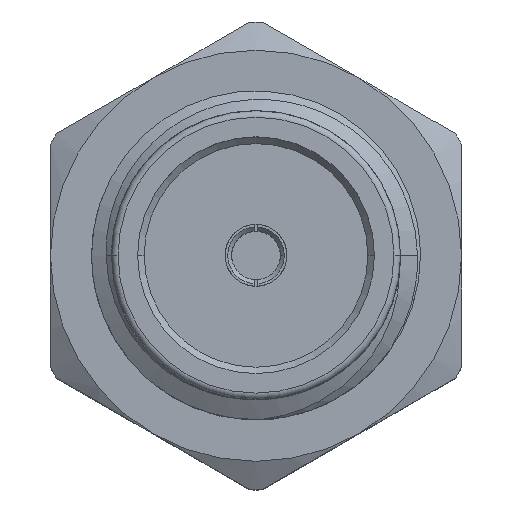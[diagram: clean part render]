
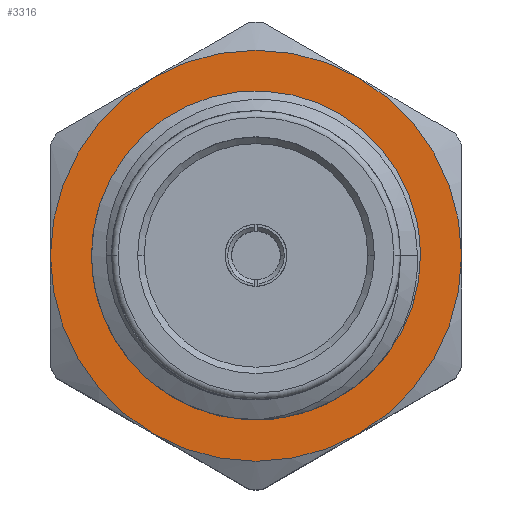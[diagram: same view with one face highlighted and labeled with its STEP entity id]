
A CAD part, top view. The second image highlights one B-rep face of the part: STEP entity #3316.
In plain terms, the highlighted planar face has unit normal (0, 0, 1).
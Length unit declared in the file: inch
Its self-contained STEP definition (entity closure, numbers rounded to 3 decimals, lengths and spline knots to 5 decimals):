
#12 = DIRECTION ( 'NONE',  ( 0., 0., 1. ) ) ;
#24 = DIRECTION ( 'NONE',  ( 0., 0., 1. ) ) ;
#38 = AXIS2_PLACEMENT_3D ( 'NONE', #1168, #2178, #3502 ) ;
#74 = VERTEX_POINT ( 'NONE', #2826 ) ;
#109 = EDGE_CURVE ( 'NONE', #4103, #417, #1337, .T. ) ;
#195 = CARTESIAN_POINT ( 'NONE',  ( 0., 0., -0.25 ) ) ;
#301 = ORIENTED_EDGE ( 'NONE', *, *, #2077, .T. ) ;
#340 = CARTESIAN_POINT ( 'NONE',  ( 0., 0., -0.25 ) ) ;
#357 = CARTESIAN_POINT ( 'NONE',  ( -0.10989, 0., -0.25 ) ) ;
#384 = CARTESIAN_POINT ( 'NONE',  ( 0.15625, 0., -0.25 ) ) ;
#417 = VERTEX_POINT ( 'NONE', #357 ) ;
#552 = CARTESIAN_POINT ( 'NONE',  ( -0.07813, 0.13532, -0.25 ) ) ;
#587 = AXIS2_PLACEMENT_3D ( 'NONE', #3400, #2718, #3417 ) ;
#601 = DIRECTION ( 'NONE',  ( 1., 0., 0. ) ) ;
#623 = CIRCLE ( 'NONE', #1509, 0.15625 ) ;
#742 = EDGE_CURVE ( 'NONE', #3433, #74, #4228, .T. ) ;
#793 = ORIENTED_EDGE ( 'NONE', *, *, #3230, .T. ) ;
#831 = VERTEX_POINT ( 'NONE', #3297 ) ;
#915 = CARTESIAN_POINT ( 'NONE',  ( -0.07813, -0.13532, -0.25 ) ) ;
#1000 = CIRCLE ( 'NONE', #3071, 0.15625 ) ;
#1054 = PLANE ( 'NONE',  #2646 ) ;
#1078 = FACE_BOUND ( 'NONE', #3393, .T. ) ;
#1102 = ORIENTED_EDGE ( 'NONE', *, *, #4034, .F. ) ;
#1136 = CARTESIAN_POINT ( 'NONE',  ( 0., 0., -0.25 ) ) ;
#1168 = CARTESIAN_POINT ( 'NONE',  ( 0., 0., -0.25 ) ) ;
#1196 = EDGE_LOOP ( 'NONE', ( #793, #301, #3900, #3643, #1824, #2090 ) ) ;
#1241 = VERTEX_POINT ( 'NONE', #915 ) ;
#1337 = CIRCLE ( 'NONE', #38, 0.10989 ) ;
#1380 = AXIS2_PLACEMENT_3D ( 'NONE', #4014, #1713, #4263 ) ;
#1415 = CIRCLE ( 'NONE', #587, 0.10989 ) ;
#1509 = AXIS2_PLACEMENT_3D ( 'NONE', #340, #2682, #1642 ) ;
#1642 = DIRECTION ( 'NONE',  ( 1., 0., 0. ) ) ;
#1650 = DIRECTION ( 'NONE',  ( 1., 0., 0. ) ) ;
#1706 = CARTESIAN_POINT ( 'NONE',  ( 0., 0., -0.25 ) ) ;
#1713 = DIRECTION ( 'NONE',  ( 0., 0., 1. ) ) ;
#1774 = AXIS2_PLACEMENT_3D ( 'NONE', #195, #4226, #601 ) ;
#1824 = ORIENTED_EDGE ( 'NONE', *, *, #3873, .T. ) ;
#1977 = CIRCLE ( 'NONE', #1774, 0.15625 ) ;
#2077 = EDGE_CURVE ( 'NONE', #3781, #831, #2959, .T. ) ;
#2090 = ORIENTED_EDGE ( 'NONE', *, *, #4144, .T. ) ;
#2098 = EDGE_CURVE ( 'NONE', #831, #3433, #623, .T. ) ;
#2108 = FACE_OUTER_BOUND ( 'NONE', #1196, .T. ) ;
#2133 = CARTESIAN_POINT ( 'NONE',  ( 0.10989, 0., -0.25 ) ) ;
#2178 = DIRECTION ( 'NONE',  ( 0., 0., 1. ) ) ;
#2277 = DIRECTION ( 'NONE',  ( 0., 0., 1. ) ) ;
#2574 = AXIS2_PLACEMENT_3D ( 'NONE', #3927, #2277, #2596 ) ;
#2596 = DIRECTION ( 'NONE',  ( 1., 0., 0. ) ) ;
#2624 = DIRECTION ( 'NONE',  ( 1., 0., 0. ) ) ;
#2627 = AXIS2_PLACEMENT_3D ( 'NONE', #2687, #24, #1650 ) ;
#2646 = AXIS2_PLACEMENT_3D ( 'NONE', #1136, #3778, #4061 ) ;
#2682 = DIRECTION ( 'NONE',  ( 0., 0., 1. ) ) ;
#2687 = CARTESIAN_POINT ( 'NONE',  ( 0., 0., -0.25 ) ) ;
#2718 = DIRECTION ( 'NONE',  ( 0., 0., 1. ) ) ;
#2826 = CARTESIAN_POINT ( 'NONE',  ( -0.15625, 0., -0.25 ) ) ;
#2925 = CIRCLE ( 'NONE', #2574, 0.15625 ) ;
#2959 = CIRCLE ( 'NONE', #1380, 0.15625 ) ;
#3071 = AXIS2_PLACEMENT_3D ( 'NONE', #1706, #12, #2624 ) ;
#3230 = EDGE_CURVE ( 'NONE', #3752, #3781, #2925, .T. ) ;
#3297 = CARTESIAN_POINT ( 'NONE',  ( 0.07813, 0.13532, -0.25 ) ) ;
#3316 = ADVANCED_FACE ( 'NONE', ( #1078, #2108 ), #1054, .T. ) ;
#3393 = EDGE_LOOP ( 'NONE', ( #3410, #1102 ) ) ;
#3400 = CARTESIAN_POINT ( 'NONE',  ( 0., 0., -0.25 ) ) ;
#3410 = ORIENTED_EDGE ( 'NONE', *, *, #109, .F. ) ;
#3417 = DIRECTION ( 'NONE',  ( 1., 0., 0. ) ) ;
#3433 = VERTEX_POINT ( 'NONE', #552 ) ;
#3502 = DIRECTION ( 'NONE',  ( 1., 0., 0. ) ) ;
#3643 = ORIENTED_EDGE ( 'NONE', *, *, #742, .T. ) ;
#3752 = VERTEX_POINT ( 'NONE', #4233 ) ;
#3778 = DIRECTION ( 'NONE',  ( 0., 0., 1. ) ) ;
#3781 = VERTEX_POINT ( 'NONE', #384 ) ;
#3873 = EDGE_CURVE ( 'NONE', #74, #1241, #1000, .T. ) ;
#3900 = ORIENTED_EDGE ( 'NONE', *, *, #2098, .T. ) ;
#3927 = CARTESIAN_POINT ( 'NONE',  ( 0., 0., -0.25 ) ) ;
#4014 = CARTESIAN_POINT ( 'NONE',  ( 0., 0., -0.25 ) ) ;
#4034 = EDGE_CURVE ( 'NONE', #417, #4103, #1415, .T. ) ;
#4061 = DIRECTION ( 'NONE',  ( 1., 0., 0. ) ) ;
#4103 = VERTEX_POINT ( 'NONE', #2133 ) ;
#4144 = EDGE_CURVE ( 'NONE', #1241, #3752, #1977, .T. ) ;
#4226 = DIRECTION ( 'NONE',  ( 0., 0., 1. ) ) ;
#4228 = CIRCLE ( 'NONE', #2627, 0.15625 ) ;
#4233 = CARTESIAN_POINT ( 'NONE',  ( 0.07813, -0.13532, -0.25 ) ) ;
#4263 = DIRECTION ( 'NONE',  ( 1., 0., 0. ) ) ;
